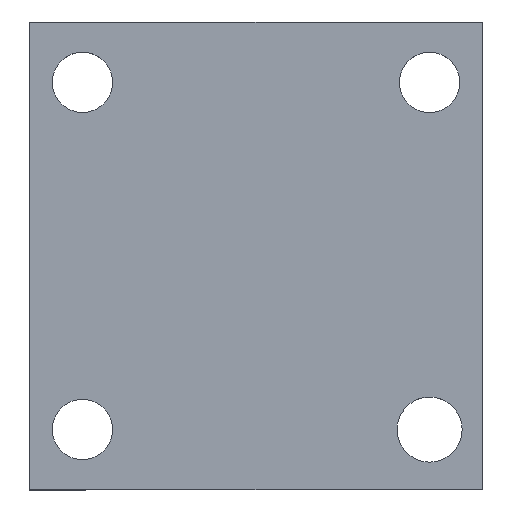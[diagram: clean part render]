
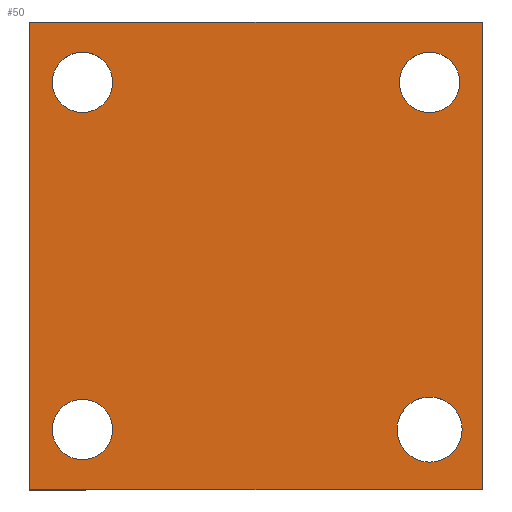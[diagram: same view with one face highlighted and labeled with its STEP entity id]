
A CAD part, top view. The second image highlights one B-rep face of the part: STEP entity #50.
In plain terms, the highlighted planar face has unit normal (0, 0, 1).
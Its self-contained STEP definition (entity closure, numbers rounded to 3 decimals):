
#6 = CARTESIAN_POINT ( 'NONE',  ( 11.503, 11.501, 2. ) ) ;
#14 = DIRECTION ( 'NONE',  ( 0., 0., 1. ) ) ;
#31 = AXIS2_PLACEMENT_3D ( 'NONE', #315, #112, #438 ) ;
#33 = LINE ( 'NONE', #154, #166 ) ;
#40 = VERTEX_POINT ( 'NONE', #223 ) ;
#42 = VERTEX_POINT ( 'NONE', #338 ) ;
#45 = DIRECTION ( 'NONE',  ( 0., 0., 1. ) ) ;
#46 = CIRCLE ( 'NONE', #174, 2.156 ) ;
#50 = ADVANCED_FACE ( 'NONE', ( #296, #423, #504, #135, #460 ), #171, .T. ) ;
#51 = CARTESIAN_POINT ( 'NONE',  ( 13.503, 11.501, 2. ) ) ;
#59 = ORIENTED_EDGE ( 'NONE', *, *, #473, .F. ) ;
#61 = ORIENTED_EDGE ( 'NONE', *, *, #207, .T. ) ;
#63 = CARTESIAN_POINT ( 'NONE',  ( 9.345, -11.501, 2. ) ) ;
#66 = VECTOR ( 'NONE', #260, 1000. ) ;
#69 = EDGE_CURVE ( 'NONE', #88, #139, #239, .T. ) ;
#70 = DIRECTION ( 'NONE',  ( -1., 0., 0. ) ) ;
#81 = DIRECTION ( 'NONE',  ( 0., 0., 1. ) ) ;
#84 = ORIENTED_EDGE ( 'NONE', *, *, #321, .F. ) ;
#88 = VERTEX_POINT ( 'NONE', #168 ) ;
#90 = CIRCLE ( 'NONE', #132, 2. ) ;
#106 = AXIS2_PLACEMENT_3D ( 'NONE', #518, #479, #526 ) ;
#112 = DIRECTION ( 'NONE',  ( 0., 0., 1. ) ) ;
#114 = CARTESIAN_POINT ( 'NONE',  ( -13.501, -11.499, 2. ) ) ;
#117 = CARTESIAN_POINT ( 'NONE',  ( -15.001, -15.501, 2. ) ) ;
#122 = EDGE_CURVE ( 'NONE', #377, #359, #300, .T. ) ;
#125 = CARTESIAN_POINT ( 'NONE',  ( 15.001, -15.501, 2. ) ) ;
#132 = AXIS2_PLACEMENT_3D ( 'NONE', #412, #81, #245 ) ;
#134 = DIRECTION ( 'NONE',  ( 0., 1., 0. ) ) ;
#135 = FACE_BOUND ( 'NONE', #324, .T. ) ;
#136 = ORIENTED_EDGE ( 'NONE', *, *, #459, .F. ) ;
#137 = DIRECTION ( 'NONE',  ( 1., 0., 0. ) ) ;
#139 = VERTEX_POINT ( 'NONE', #51 ) ;
#140 = DIRECTION ( 'NONE',  ( 0., 0., 1. ) ) ;
#154 = CARTESIAN_POINT ( 'NONE',  ( 15.001, -15.501, 2. ) ) ;
#158 = CARTESIAN_POINT ( 'NONE',  ( -15.001, 15.501, 2. ) ) ;
#159 = EDGE_LOOP ( 'NONE', ( #136, #190 ) ) ;
#161 = VERTEX_POINT ( 'NONE', #177 ) ;
#166 = VECTOR ( 'NONE', #530, 1000. ) ;
#168 = CARTESIAN_POINT ( 'NONE',  ( 9.503, 11.501, 2. ) ) ;
#171 = PLANE ( 'NONE',  #463 ) ;
#174 = AXIS2_PLACEMENT_3D ( 'NONE', #181, #140, #281 ) ;
#177 = CARTESIAN_POINT ( 'NONE',  ( 15.001, 15.501, 2. ) ) ;
#181 = CARTESIAN_POINT ( 'NONE',  ( 11.501, -11.501, 2. ) ) ;
#188 = EDGE_LOOP ( 'NONE', ( #236, #61, #408, #206 ) ) ;
#190 = ORIENTED_EDGE ( 'NONE', *, *, #304, .F. ) ;
#197 = CARTESIAN_POINT ( 'NONE',  ( -11.501, -11.499, 2. ) ) ;
#199 = AXIS2_PLACEMENT_3D ( 'NONE', #215, #14, #254 ) ;
#206 = ORIENTED_EDGE ( 'NONE', *, *, #436, .T. ) ;
#207 = EDGE_CURVE ( 'NONE', #161, #447, #472, .T. ) ;
#215 = CARTESIAN_POINT ( 'NONE',  ( 11.503, 11.501, 2. ) ) ;
#217 = CIRCLE ( 'NONE', #522, 2. ) ;
#223 = CARTESIAN_POINT ( 'NONE',  ( 13.657, -11.501, 2. ) ) ;
#230 = ORIENTED_EDGE ( 'NONE', *, *, #122, .F. ) ;
#236 = ORIENTED_EDGE ( 'NONE', *, *, #515, .T. ) ;
#239 = CIRCLE ( 'NONE', #199, 2. ) ;
#240 = CIRCLE ( 'NONE', #335, 2. ) ;
#245 = DIRECTION ( 'NONE',  ( 1., 0., 0. ) ) ;
#246 = VERTEX_POINT ( 'NONE', #63 ) ;
#254 = DIRECTION ( 'NONE',  ( 1., 0., 0. ) ) ;
#258 = CARTESIAN_POINT ( 'NONE',  ( 15.001, -15.501, 2. ) ) ;
#260 = DIRECTION ( 'NONE',  ( 0., -1., 0. ) ) ;
#264 = DIRECTION ( 'NONE',  ( 0., 0., 1. ) ) ;
#269 = CARTESIAN_POINT ( 'NONE',  ( 15.001, 15.501, 2. ) ) ;
#281 = DIRECTION ( 'NONE',  ( 1., 0., 0. ) ) ;
#296 = FACE_BOUND ( 'NONE', #364, .T. ) ;
#297 = EDGE_CURVE ( 'NONE', #246, #40, #343, .T. ) ;
#300 = CIRCLE ( 'NONE', #309, 2. ) ;
#304 = EDGE_CURVE ( 'NONE', #42, #413, #414, .T. ) ;
#308 = CARTESIAN_POINT ( 'NONE',  ( 0., 0., 2. ) ) ;
#309 = AXIS2_PLACEMENT_3D ( 'NONE', #508, #461, #384 ) ;
#315 = CARTESIAN_POINT ( 'NONE',  ( -11.499, 11.503, 2. ) ) ;
#321 = EDGE_CURVE ( 'NONE', #40, #246, #46, .T. ) ;
#324 = EDGE_LOOP ( 'NONE', ( #332, #59 ) ) ;
#329 = VECTOR ( 'NONE', #70, 1000. ) ;
#332 = ORIENTED_EDGE ( 'NONE', *, *, #69, .F. ) ;
#333 = CARTESIAN_POINT ( 'NONE',  ( -9.501, -11.499, 2. ) ) ;
#335 = AXIS2_PLACEMENT_3D ( 'NONE', #6, #45, #137 ) ;
#338 = CARTESIAN_POINT ( 'NONE',  ( -9.499, 11.503, 2. ) ) ;
#343 = CIRCLE ( 'NONE', #106, 2.156 ) ;
#344 = VECTOR ( 'NONE', #134, 1000. ) ;
#346 = DIRECTION ( 'NONE',  ( 1., 0., 0. ) ) ;
#358 = EDGE_CURVE ( 'NONE', #359, #377, #217, .T. ) ;
#359 = VERTEX_POINT ( 'NONE', #114 ) ;
#364 = EDGE_LOOP ( 'NONE', ( #492, #230 ) ) ;
#366 = VERTEX_POINT ( 'NONE', #117 ) ;
#368 = CARTESIAN_POINT ( 'NONE',  ( -13.499, 11.503, 2. ) ) ;
#377 = VERTEX_POINT ( 'NONE', #333 ) ;
#384 = DIRECTION ( 'NONE',  ( 1., 0., 0. ) ) ;
#408 = ORIENTED_EDGE ( 'NONE', *, *, #496, .T. ) ;
#412 = CARTESIAN_POINT ( 'NONE',  ( -11.499, 11.503, 2. ) ) ;
#413 = VERTEX_POINT ( 'NONE', #368 ) ;
#414 = CIRCLE ( 'NONE', #31, 2. ) ;
#418 = VERTEX_POINT ( 'NONE', #125 ) ;
#423 = FACE_BOUND ( 'NONE', #159, .T. ) ;
#436 = EDGE_CURVE ( 'NONE', #366, #418, #33, .T. ) ;
#438 = DIRECTION ( 'NONE',  ( 1., 0., 0. ) ) ;
#447 = VERTEX_POINT ( 'NONE', #158 ) ;
#454 = ORIENTED_EDGE ( 'NONE', *, *, #297, .F. ) ;
#458 = LINE ( 'NONE', #258, #344 ) ;
#459 = EDGE_CURVE ( 'NONE', #413, #42, #90, .T. ) ;
#460 = FACE_BOUND ( 'NONE', #474, .T. ) ;
#461 = DIRECTION ( 'NONE',  ( 0., 0., 1. ) ) ;
#463 = AXIS2_PLACEMENT_3D ( 'NONE', #308, #264, #346 ) ;
#467 = CARTESIAN_POINT ( 'NONE',  ( -15.001, -15.501, 2. ) ) ;
#472 = LINE ( 'NONE', #269, #329 ) ;
#473 = EDGE_CURVE ( 'NONE', #139, #88, #240, .T. ) ;
#474 = EDGE_LOOP ( 'NONE', ( #454, #84 ) ) ;
#479 = DIRECTION ( 'NONE',  ( 0., 0., 1. ) ) ;
#483 = DIRECTION ( 'NONE',  ( 1., 0., 0. ) ) ;
#491 = DIRECTION ( 'NONE',  ( 0., 0., 1. ) ) ;
#492 = ORIENTED_EDGE ( 'NONE', *, *, #358, .F. ) ;
#496 = EDGE_CURVE ( 'NONE', #447, #366, #497, .T. ) ;
#497 = LINE ( 'NONE', #467, #66 ) ;
#504 = FACE_OUTER_BOUND ( 'NONE', #188, .T. ) ;
#508 = CARTESIAN_POINT ( 'NONE',  ( -11.501, -11.499, 2. ) ) ;
#515 = EDGE_CURVE ( 'NONE', #418, #161, #458, .T. ) ;
#518 = CARTESIAN_POINT ( 'NONE',  ( 11.501, -11.501, 2. ) ) ;
#522 = AXIS2_PLACEMENT_3D ( 'NONE', #197, #491, #483 ) ;
#526 = DIRECTION ( 'NONE',  ( 1., 0., 0. ) ) ;
#530 = DIRECTION ( 'NONE',  ( 1., 0., 0. ) ) ;
